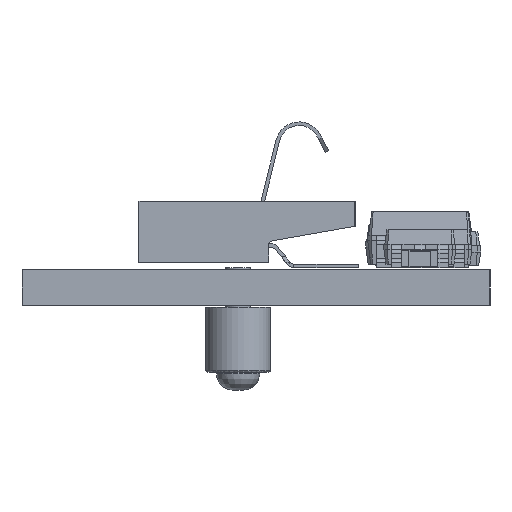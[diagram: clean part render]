
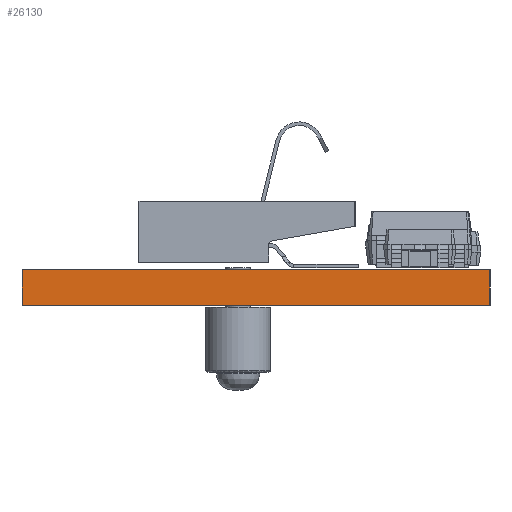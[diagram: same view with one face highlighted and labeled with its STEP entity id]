
A CAD part, left-side view. The second image highlights one B-rep face of the part: STEP entity #26130.
In plain terms, the highlighted planar face has unit normal (-1, 0, 0).
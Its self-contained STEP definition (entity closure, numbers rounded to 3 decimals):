
#24370 = EDGE_CURVE('',#24371,#24373,#24375,.T.);
#24371 = VERTEX_POINT('',#24372);
#24372 = CARTESIAN_POINT('',(57.,-100.,0.));
#24373 = VERTEX_POINT('',#24374);
#24374 = CARTESIAN_POINT('',(57.,-100.,1.));
#24375 = LINE('',#24376,#24377);
#24376 = CARTESIAN_POINT('',(57.,-100.,0.));
#24377 = VECTOR('',#24378,1.);
#24378 = DIRECTION('',(0.,0.,1.));
#24434 = EDGE_CURVE('',#24435,#24371,#24437,.T.);
#24435 = VERTEX_POINT('',#24436);
#24436 = CARTESIAN_POINT('',(57.,-113.,0.));
#24437 = LINE('',#24438,#24439);
#24438 = CARTESIAN_POINT('',(57.,-113.,0.));
#24439 = VECTOR('',#24440,1.);
#24440 = DIRECTION('',(0.,1.,0.));
#25285 = EDGE_CURVE('',#25286,#24373,#25288,.T.);
#25286 = VERTEX_POINT('',#25287);
#25287 = CARTESIAN_POINT('',(57.,-113.,1.));
#25288 = LINE('',#25289,#25290);
#25289 = CARTESIAN_POINT('',(57.,-113.,1.));
#25290 = VECTOR('',#25291,1.);
#25291 = DIRECTION('',(0.,1.,0.));
#26130 = ADVANCED_FACE('',(#26131),#26142,.T.);
#26131 = FACE_BOUND('',#26132,.T.);
#26132 = EDGE_LOOP('',(#26133,#26139,#26140,#26141));
#26133 = ORIENTED_EDGE('',*,*,#26134,.T.);
#26134 = EDGE_CURVE('',#24435,#25286,#26135,.T.);
#26135 = LINE('',#26136,#26137);
#26136 = CARTESIAN_POINT('',(57.,-113.,0.));
#26137 = VECTOR('',#26138,1.);
#26138 = DIRECTION('',(0.,0.,1.));
#26139 = ORIENTED_EDGE('',*,*,#25285,.T.);
#26140 = ORIENTED_EDGE('',*,*,#24370,.F.);
#26141 = ORIENTED_EDGE('',*,*,#24434,.F.);
#26142 = PLANE('',#26143);
#26143 = AXIS2_PLACEMENT_3D('',#26144,#26145,#26146);
#26144 = CARTESIAN_POINT('',(57.,-113.,0.));
#26145 = DIRECTION('',(-1.,0.,0.));
#26146 = DIRECTION('',(0.,1.,0.));
